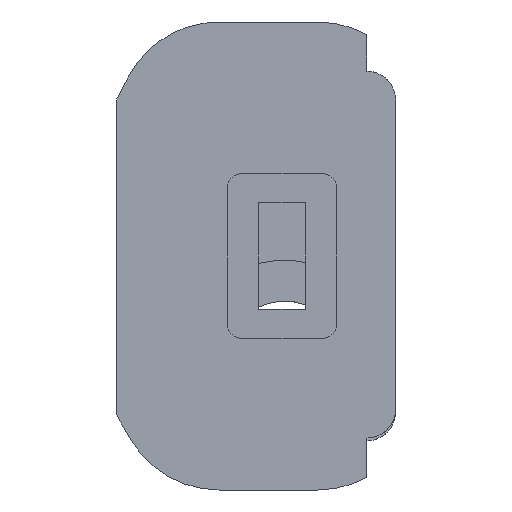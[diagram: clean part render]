
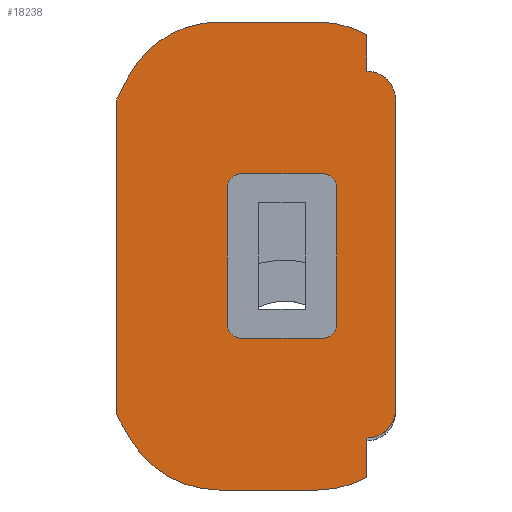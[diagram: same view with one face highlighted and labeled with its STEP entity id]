
A CAD part, left-side view. The second image highlights one B-rep face of the part: STEP entity #18238.
In plain terms, the highlighted planar face has unit normal (-1, 0, 0).
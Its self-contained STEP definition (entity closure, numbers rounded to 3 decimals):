
#2206=FACE_BOUND('',#3540,.T.);
#2292=CIRCLE('',#19290,1.);
#2293=CIRCLE('',#19293,1.);
#2297=CIRCLE('',#19322,2.1);
#2312=CIRCLE('',#19345,7.5);
#2313=CIRCLE('',#19347,7.5);
#2314=CIRCLE('',#19349,7.5);
#2315=CIRCLE('',#19352,7.5);
#2316=CIRCLE('',#19357,2.1);
#2317=CIRCLE('',#19358,1.);
#2318=CIRCLE('',#19359,1.);
#2498=FACE_OUTER_BOUND('',#3539,.T.);
#3539=EDGE_LOOP('',(#13439,#13440,#13441,#13442,#13443,#13444,#13445,#13446,
#13447,#13448,#13449,#13450,#13451,#13452));
#3540=EDGE_LOOP('',(#13453,#13454,#13455,#13456,#13457,#13458,#13459,#13460));
#4585=LINE('',#22253,#5944);
#4765=LINE('',#26275,#6124);
#4768=LINE('',#26283,#6127);
#4808=LINE('',#26382,#6167);
#4826=LINE('',#26452,#6185);
#4829=LINE('',#26460,#6188);
#4831=LINE('',#26463,#6190);
#4832=LINE('',#26465,#6191);
#4833=LINE('',#26467,#6192);
#4834=LINE('',#26470,#6193);
#4835=LINE('',#26472,#6194);
#4836=LINE('',#26476,#6195);
#5944=VECTOR('',#19874,10.);
#6124=VECTOR('',#20266,10.);
#6127=VECTOR('',#20275,10.);
#6167=VECTOR('',#20373,10.);
#6185=VECTOR('',#20445,10.);
#6188=VECTOR('',#20454,10.);
#6190=VECTOR('',#20458,10.);
#6191=VECTOR('',#20461,10.);
#6192=VECTOR('',#20464,10.);
#6193=VECTOR('',#20467,10.);
#6194=VECTOR('',#20468,10.);
#6195=VECTOR('',#20471,10.);
#7287=VERTEX_POINT('',#22246);
#7290=VERTEX_POINT('',#22251);
#8054=VERTEX_POINT('',#26267);
#8055=VERTEX_POINT('',#26269);
#8056=VERTEX_POINT('',#26273);
#8057=VERTEX_POINT('',#26277);
#8058=VERTEX_POINT('',#26281);
#8086=VERTEX_POINT('',#26374);
#8087=VERTEX_POINT('',#26376);
#8088=VERTEX_POINT('',#26380);
#8108=VERTEX_POINT('',#26434);
#8109=VERTEX_POINT('',#26436);
#8110=VERTEX_POINT('',#26440);
#8111=VERTEX_POINT('',#26442);
#8112=VERTEX_POINT('',#26446);
#8113=VERTEX_POINT('',#26448);
#8114=VERTEX_POINT('',#26454);
#8115=VERTEX_POINT('',#26456);
#8116=VERTEX_POINT('',#26468);
#8117=VERTEX_POINT('',#26471);
#8118=VERTEX_POINT('',#26473);
#8119=VERTEX_POINT('',#26475);
#9264=EDGE_CURVE('',#7290,#7287,#4585,.T.);
#10091=EDGE_CURVE('',#8055,#8054,#2292,.T.);
#10094=EDGE_CURVE('',#8054,#8056,#4765,.T.);
#10096=EDGE_CURVE('',#8056,#8057,#2293,.T.);
#10098=EDGE_CURVE('',#8057,#8058,#4768,.T.);
#10145=EDGE_CURVE('',#8086,#8087,#2297,.T.);
#10148=EDGE_CURVE('',#8086,#8088,#4808,.T.);
#10176=EDGE_CURVE('',#8108,#8109,#2312,.T.);
#10178=EDGE_CURVE('',#8111,#8110,#2313,.T.);
#10181=EDGE_CURVE('',#8113,#8112,#2314,.T.);
#10183=EDGE_CURVE('',#8112,#7287,#4826,.T.);
#10185=EDGE_CURVE('',#8115,#8114,#2315,.T.);
#10187=EDGE_CURVE('',#7290,#8115,#4829,.T.);
#10189=EDGE_CURVE('',#8110,#8087,#4831,.T.);
#10190=EDGE_CURVE('',#8109,#8113,#4832,.T.);
#10191=EDGE_CURVE('',#8111,#8114,#4833,.T.);
#10192=EDGE_CURVE('',#8116,#8088,#2316,.T.);
#10193=EDGE_CURVE('',#8116,#8108,#4834,.T.);
#10194=EDGE_CURVE('',#8117,#8055,#4835,.T.);
#10195=EDGE_CURVE('',#8058,#8118,#2317,.T.);
#10196=EDGE_CURVE('',#8118,#8119,#4836,.T.);
#10197=EDGE_CURVE('',#8119,#8117,#2318,.T.);
#13439=ORIENTED_EDGE('',*,*,#10176,.T.);
#13440=ORIENTED_EDGE('',*,*,#10190,.T.);
#13441=ORIENTED_EDGE('',*,*,#10181,.T.);
#13442=ORIENTED_EDGE('',*,*,#10183,.T.);
#13443=ORIENTED_EDGE('',*,*,#9264,.F.);
#13444=ORIENTED_EDGE('',*,*,#10187,.T.);
#13445=ORIENTED_EDGE('',*,*,#10185,.T.);
#13446=ORIENTED_EDGE('',*,*,#10191,.F.);
#13447=ORIENTED_EDGE('',*,*,#10178,.T.);
#13448=ORIENTED_EDGE('',*,*,#10189,.T.);
#13449=ORIENTED_EDGE('',*,*,#10145,.F.);
#13450=ORIENTED_EDGE('',*,*,#10148,.T.);
#13451=ORIENTED_EDGE('',*,*,#10192,.F.);
#13452=ORIENTED_EDGE('',*,*,#10193,.T.);
#13453=ORIENTED_EDGE('',*,*,#10194,.T.);
#13454=ORIENTED_EDGE('',*,*,#10091,.T.);
#13455=ORIENTED_EDGE('',*,*,#10094,.T.);
#13456=ORIENTED_EDGE('',*,*,#10096,.T.);
#13457=ORIENTED_EDGE('',*,*,#10098,.T.);
#13458=ORIENTED_EDGE('',*,*,#10195,.T.);
#13459=ORIENTED_EDGE('',*,*,#10196,.T.);
#13460=ORIENTED_EDGE('',*,*,#10197,.T.);
#17949=PLANE('',#19356);
#18238=ADVANCED_FACE('',(#2498,#2206),#17949,.T.);
#19290=AXIS2_PLACEMENT_3D('',#26270,#20260,#20261);
#19293=AXIS2_PLACEMENT_3D('',#26279,#20270,#20271);
#19322=AXIS2_PLACEMENT_3D('',#26377,#20367,#20368);
#19345=AXIS2_PLACEMENT_3D('',#26438,#20429,#20430);
#19347=AXIS2_PLACEMENT_3D('',#26443,#20434,#20435);
#19349=AXIS2_PLACEMENT_3D('',#26449,#20440,#20441);
#19352=AXIS2_PLACEMENT_3D('',#26457,#20449,#20450);
#19356=AXIS2_PLACEMENT_3D('',#26466,#20462,#20463);
#19357=AXIS2_PLACEMENT_3D('',#26469,#20465,#20466);
#19358=AXIS2_PLACEMENT_3D('',#26474,#20469,#20470);
#19359=AXIS2_PLACEMENT_3D('',#26477,#20472,#20473);
#19874=DIRECTION('',(0.,0.,1.));
#20260=DIRECTION('center_axis',(1.,0.,0.));
#20261=DIRECTION('ref_axis',(0.,0.,-1.));
#20266=DIRECTION('',(0.,1.,0.));
#20270=DIRECTION('center_axis',(1.,0.,0.));
#20271=DIRECTION('ref_axis',(0.,1.,0.));
#20275=DIRECTION('',(0.,0.,1.));
#20367=DIRECTION('center_axis',(1.,0.,0.));
#20368=DIRECTION('ref_axis',(0.,-0.707,-0.707));
#20373=DIRECTION('',(0.,0.,1.));
#20429=DIRECTION('center_axis',(-1.,0.,0.));
#20430=DIRECTION('ref_axis',(0.,-1.,0.));
#20434=DIRECTION('center_axis',(-1.,0.,0.));
#20435=DIRECTION('ref_axis',(0.,0.,-1.));
#20440=DIRECTION('center_axis',(-1.,0.,0.));
#20441=DIRECTION('ref_axis',(0.,0.,1.));
#20445=DIRECTION('',(0.,0.454,-0.891));
#20449=DIRECTION('center_axis',(-1.,0.,0.));
#20450=DIRECTION('ref_axis',(0.,1.,0.));
#20454=DIRECTION('',(0.,-0.498,-0.867));
#20458=DIRECTION('',(0.,0.,1.));
#20461=DIRECTION('',(0.,1.,0.));
#20462=DIRECTION('center_axis',(-1.,0.,0.));
#20463=DIRECTION('ref_axis',(0.,0.,1.));
#20464=DIRECTION('',(0.,1.,0.));
#20465=DIRECTION('center_axis',(1.,0.,0.));
#20466=DIRECTION('ref_axis',(0.,-0.707,0.707));
#20467=DIRECTION('',(0.,0.,1.));
#20468=DIRECTION('',(0.,0.,-1.));
#20469=DIRECTION('center_axis',(1.,0.,0.));
#20470=DIRECTION('ref_axis',(0.,0.,1.));
#20471=DIRECTION('',(0.,-1.,0.));
#20472=DIRECTION('center_axis',(1.,0.,0.));
#20473=DIRECTION('ref_axis',(0.,-1.,0.));
#22246=CARTESIAN_POINT('',(-3.1,20.4,11.4));
#22251=CARTESIAN_POINT('',(-3.1,20.4,-11.6));
#22253=CARTESIAN_POINT('',(-3.1,20.4,-8.55));
#26267=CARTESIAN_POINT('',(-3.1,5.3,-6.));
#26269=CARTESIAN_POINT('',(-3.1,4.3,-5.));
#26270=CARTESIAN_POINT('Origin',(-3.1,5.3,-5.));
#26273=CARTESIAN_POINT('',(-3.1,11.3,-6.));
#26275=CARTESIAN_POINT('',(-3.1,2.65,-6.));
#26277=CARTESIAN_POINT('',(-3.1,12.3,-5.));
#26279=CARTESIAN_POINT('Origin',(-3.1,11.3,-5.));
#26281=CARTESIAN_POINT('',(-3.1,12.3,5.));
#26283=CARTESIAN_POINT('',(-3.1,12.3,-11.05));
#26374=CARTESIAN_POINT('',(-3.1,0.,-11.2));
#26376=CARTESIAN_POINT('',(-3.1,2.1,-13.3));
#26377=CARTESIAN_POINT('Origin',(-3.1,2.1,-11.2));
#26380=CARTESIAN_POINT('',(-3.1,0.,11.4));
#26382=CARTESIAN_POINT('',(-3.1,0.,-17.1));
#26434=CARTESIAN_POINT('',(-3.1,2.1,16.18));
#26436=CARTESIAN_POINT('',(-3.1,5.7,17.1));
#26438=CARTESIAN_POINT('Origin',(-3.1,5.7,9.6));
#26440=CARTESIAN_POINT('',(-3.1,2.1,-16.18));
#26442=CARTESIAN_POINT('',(-3.1,5.7,-17.1));
#26443=CARTESIAN_POINT('Origin',(-3.1,5.7,-9.6));
#26446=CARTESIAN_POINT('',(-3.1,19.583,13.004));
#26448=CARTESIAN_POINT('',(-3.1,12.9,17.1));
#26449=CARTESIAN_POINT('Origin',(-3.1,12.9,9.6));
#26452=CARTESIAN_POINT('',(-3.1,23.653,5.012));
#26454=CARTESIAN_POINT('',(-3.1,12.9,-17.1));
#26456=CARTESIAN_POINT('',(-3.1,19.404,-13.334));
#26457=CARTESIAN_POINT('Origin',(-3.1,12.9,-9.6));
#26460=CARTESIAN_POINT('',(-3.1,16.684,-18.073));
#26463=CARTESIAN_POINT('',(-3.1,2.1,-16.575));
#26465=CARTESIAN_POINT('',(-3.1,0.,17.1));
#26466=CARTESIAN_POINT('Origin',(-3.1,0.,-17.1));
#26467=CARTESIAN_POINT('',(-3.1,18.6,-17.1));
#26468=CARTESIAN_POINT('',(-3.1,2.1,13.5));
#26469=CARTESIAN_POINT('Origin',(-3.1,2.1,11.4));
#26470=CARTESIAN_POINT('',(-3.1,2.1,-0.525));
#26471=CARTESIAN_POINT('',(-3.1,4.3,5.));
#26472=CARTESIAN_POINT('',(-3.1,4.3,-6.05));
#26473=CARTESIAN_POINT('',(-3.1,11.3,6.));
#26474=CARTESIAN_POINT('Origin',(-3.1,11.3,5.));
#26475=CARTESIAN_POINT('',(-3.1,5.3,6.));
#26476=CARTESIAN_POINT('',(-3.1,5.65,6.));
#26477=CARTESIAN_POINT('Origin',(-3.1,5.3,5.));
